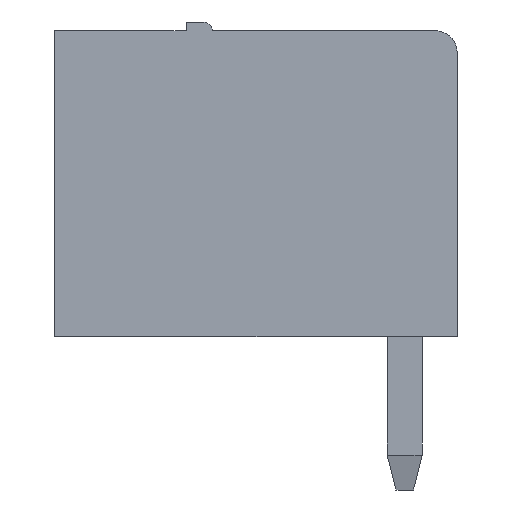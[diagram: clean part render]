
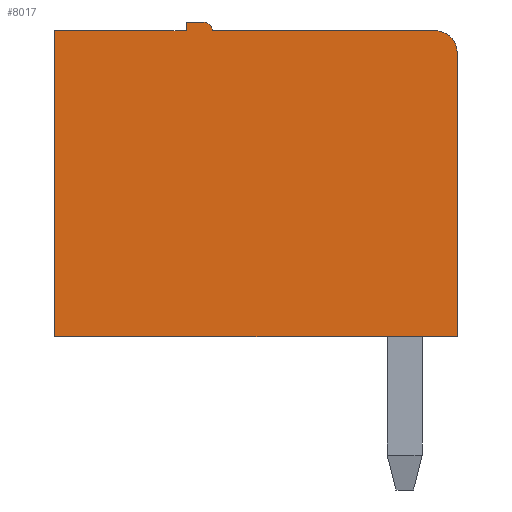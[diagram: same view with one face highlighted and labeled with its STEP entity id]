
A CAD part, left-side view. The second image highlights one B-rep face of the part: STEP entity #8017.
In plain terms, the highlighted planar face has unit normal (-1, 0, 0).
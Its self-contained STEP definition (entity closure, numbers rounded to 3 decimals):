
#316 = VERTEX_POINT('',#317);
#317 = CARTESIAN_POINT('',(-23.26,8.,0.1));
#325 = EDGE_CURVE('',#316,#326,#328,.T.);
#326 = VERTEX_POINT('',#327);
#327 = CARTESIAN_POINT('',(-23.26,8.,7.1));
#328 = LINE('',#329,#330);
#329 = CARTESIAN_POINT('',(-23.26,8.,0.1));
#330 = VECTOR('',#331,1.);
#331 = DIRECTION('',(0.,0.,1.));
#1287 = EDGE_CURVE('',#326,#1288,#1290,.T.);
#1288 = VERTEX_POINT('',#1289);
#1289 = CARTESIAN_POINT('',(-23.26,5.,7.1));
#1290 = LINE('',#1291,#1292);
#1291 = CARTESIAN_POINT('',(-23.26,8.,7.1));
#1292 = VECTOR('',#1293,1.);
#1293 = DIRECTION('',(0.,-1.,0.));
#1318 = EDGE_CURVE('',#1288,#1319,#1321,.T.);
#1319 = VERTEX_POINT('',#1320);
#1320 = CARTESIAN_POINT('',(-23.26,5.,7.3));
#1321 = LINE('',#1322,#1323);
#1322 = CARTESIAN_POINT('',(-23.26,5.,7.1));
#1323 = VECTOR('',#1324,1.);
#1324 = DIRECTION('',(0.,0.,1.));
#1349 = EDGE_CURVE('',#1319,#1350,#1352,.T.);
#1350 = VERTEX_POINT('',#1351);
#1351 = CARTESIAN_POINT('',(-23.26,4.6,7.3));
#1352 = LINE('',#1353,#1354);
#1353 = CARTESIAN_POINT('',(-23.26,5.,7.3));
#1354 = VECTOR('',#1355,1.);
#1355 = DIRECTION('',(0.,-1.,0.));
#1380 = EDGE_CURVE('',#1350,#1381,#1383,.T.);
#1381 = VERTEX_POINT('',#1382);
#1382 = CARTESIAN_POINT('',(-23.26,4.4,7.1));
#1383 = CIRCLE('',#1384,0.2);
#1384 = AXIS2_PLACEMENT_3D('',#1385,#1386,#1387);
#1385 = CARTESIAN_POINT('',(-23.26,4.6,7.1));
#1386 = DIRECTION('',(1.,0.,0.));
#1387 = DIRECTION('',(0.,0.,1.));
#1457 = VERTEX_POINT('',#1458);
#1458 = CARTESIAN_POINT('',(-23.26,-1.2,6.6));
#1464 = EDGE_CURVE('',#1457,#1465,#1467,.T.);
#1465 = VERTEX_POINT('',#1466);
#1466 = CARTESIAN_POINT('',(-23.26,-1.2,0.1));
#1467 = LINE('',#1468,#1469);
#1468 = CARTESIAN_POINT('',(-23.26,-1.2,7.1));
#1469 = VECTOR('',#1470,1.);
#1470 = DIRECTION('',(0.,0.,-1.));
#1488 = EDGE_CURVE('',#1381,#1489,#1491,.T.);
#1489 = VERTEX_POINT('',#1490);
#1490 = CARTESIAN_POINT('',(-23.26,-0.7,7.1));
#1491 = LINE('',#1492,#1493);
#1492 = CARTESIAN_POINT('',(-23.26,4.4,7.1));
#1493 = VECTOR('',#1494,1.);
#1494 = DIRECTION('',(0.,-1.,0.));
#1512 = EDGE_CURVE('',#1489,#1457,#1513,.T.);
#1513 = CIRCLE('',#1514,0.5);
#1514 = AXIS2_PLACEMENT_3D('',#1515,#1516,#1517);
#1515 = CARTESIAN_POINT('',(-23.26,-0.7,6.6));
#1516 = DIRECTION('',(1.,0.,0.));
#1517 = DIRECTION('',(0.,0.,1.));
#1530 = EDGE_CURVE('',#1465,#316,#1531,.T.);
#1531 = LINE('',#1532,#1533);
#1532 = CARTESIAN_POINT('',(-23.26,-1.2,0.1));
#1533 = VECTOR('',#1534,1.);
#1534 = DIRECTION('',(0.,1.,0.));
#8017 = ADVANCED_FACE('',(#8018),#8029,.T.);
#8018 = FACE_BOUND('',#8019,.T.);
#8019 = EDGE_LOOP('',(#8020,#8021,#8022,#8023,#8024,#8025,#8026,#8027,
    #8028));
#8020 = ORIENTED_EDGE('',*,*,#1512,.F.);
#8021 = ORIENTED_EDGE('',*,*,#1488,.F.);
#8022 = ORIENTED_EDGE('',*,*,#1380,.F.);
#8023 = ORIENTED_EDGE('',*,*,#1349,.F.);
#8024 = ORIENTED_EDGE('',*,*,#1318,.F.);
#8025 = ORIENTED_EDGE('',*,*,#1287,.F.);
#8026 = ORIENTED_EDGE('',*,*,#325,.F.);
#8027 = ORIENTED_EDGE('',*,*,#1530,.F.);
#8028 = ORIENTED_EDGE('',*,*,#1464,.F.);
#8029 = PLANE('',#8030);
#8030 = AXIS2_PLACEMENT_3D('',#8031,#8032,#8033);
#8031 = CARTESIAN_POINT('',(-23.26,4.6,7.1));
#8032 = DIRECTION('',(-1.,0.,0.));
#8033 = DIRECTION('',(0.,0.,1.));
